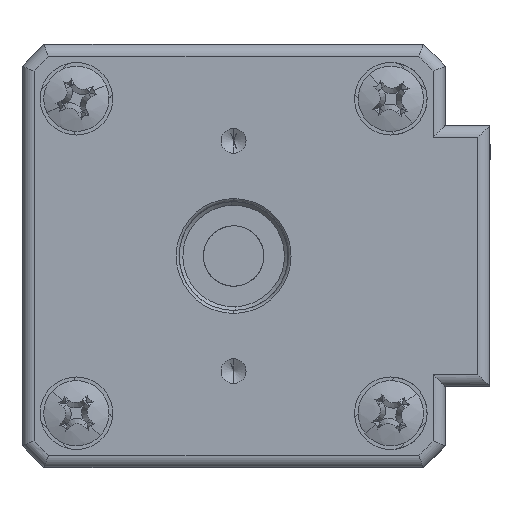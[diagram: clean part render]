
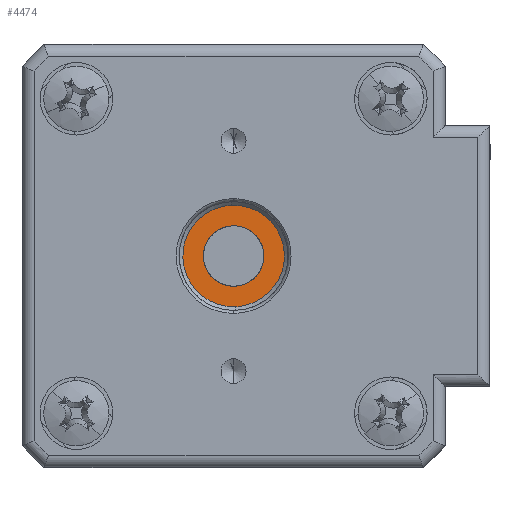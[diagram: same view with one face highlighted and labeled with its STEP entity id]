
A CAD part, front view. The second image highlights one B-rep face of the part: STEP entity #4474.
In plain terms, the highlighted planar face has unit normal (0, -1, 0).
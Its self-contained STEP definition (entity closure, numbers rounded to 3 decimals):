
#4 = CIRCLE ( 'NONE', #1174, 2.5 ) ;
#54 = FACE_BOUND ( 'NONE', #4439, .T. ) ;
#504 = EDGE_CURVE ( 'NONE', #8352, #5268, #6271, .T. ) ;
#913 = EDGE_CURVE ( 'NONE', #5268, #8352, #4231, .T. ) ;
#1110 = VERTEX_POINT ( 'NONE', #7719 ) ;
#1165 = DIRECTION ( 'NONE',  ( 0., 1., 0. ) ) ;
#1174 = AXIS2_PLACEMENT_3D ( 'NONE', #5509, #1165, #6257 ) ;
#1543 = AXIS2_PLACEMENT_3D ( 'NONE', #5940, #1588, #6702 ) ;
#1588 = DIRECTION ( 'NONE',  ( 0., -1., 0. ) ) ;
#1647 = CARTESIAN_POINT ( 'NONE',  ( -51.04, 3.154, 14.804 ) ) ;
#1683 = DIRECTION ( 'NONE',  ( -0.044, 0., 0.999 ) ) ;
#1707 = ORIENTED_EDGE ( 'NONE', *, *, #913, .T. ) ;
#1916 = CARTESIAN_POINT ( 'NONE',  ( -51.411, 3.154, 23.196 ) ) ;
#2042 = EDGE_LOOP ( 'NONE', ( #7669, #1707 ) ) ;
#2392 = PLANE ( 'NONE',  #6716 ) ;
#3342 = DIRECTION ( 'NONE',  ( 0., 1., 0. ) ) ;
#3473 = VERTEX_POINT ( 'NONE', #6889 ) ;
#3600 = FACE_OUTER_BOUND ( 'NONE', #2042, .T. ) ;
#4231 = CIRCLE ( 'NONE', #7219, 4.2 ) ;
#4439 = EDGE_LOOP ( 'NONE', ( #6934, #7789 ) ) ;
#4474 = ADVANCED_FACE ( 'NONE', ( #3600, #54 ), #2392, .F. ) ;
#5268 = VERTEX_POINT ( 'NONE', #1647 ) ;
#5313 = CARTESIAN_POINT ( 'NONE',  ( -46.729, 3.154, 19.199 ) ) ;
#5509 = CARTESIAN_POINT ( 'NONE',  ( -51.225, 3.154, 19. ) ) ;
#5940 = CARTESIAN_POINT ( 'NONE',  ( -51.225, 3.154, 19. ) ) ;
#6057 = DIRECTION ( 'NONE',  ( 0., 1., 0. ) ) ;
#6257 = DIRECTION ( 'NONE',  ( -0.044, 0., 0.999 ) ) ;
#6271 = CIRCLE ( 'NONE', #1543, 4.2 ) ;
#6702 = DIRECTION ( 'NONE',  ( -0.044, 0., 0.999 ) ) ;
#6716 = AXIS2_PLACEMENT_3D ( 'NONE', #5313, #6057, #1683 ) ;
#6889 = CARTESIAN_POINT ( 'NONE',  ( -51.335, 3.154, 21.498 ) ) ;
#6934 = ORIENTED_EDGE ( 'NONE', *, *, #9263, .T. ) ;
#7219 = AXIS2_PLACEMENT_3D ( 'NONE', #8698, #8593, #8562 ) ;
#7669 = ORIENTED_EDGE ( 'NONE', *, *, #504, .T. ) ;
#7695 = CARTESIAN_POINT ( 'NONE',  ( -51.225, 3.154, 19. ) ) ;
#7719 = CARTESIAN_POINT ( 'NONE',  ( -51.115, 3.154, 16.502 ) ) ;
#7789 = ORIENTED_EDGE ( 'NONE', *, *, #8845, .T. ) ;
#7909 = CIRCLE ( 'NONE', #9290, 2.5 ) ;
#8352 = VERTEX_POINT ( 'NONE', #1916 ) ;
#8400 = DIRECTION ( 'NONE',  ( -0.044, 0., 0.999 ) ) ;
#8562 = DIRECTION ( 'NONE',  ( -0.044, 0., 0.999 ) ) ;
#8593 = DIRECTION ( 'NONE',  ( 0., -1., 0. ) ) ;
#8698 = CARTESIAN_POINT ( 'NONE',  ( -51.225, 3.154, 19. ) ) ;
#8845 = EDGE_CURVE ( 'NONE', #1110, #3473, #7909, .T. ) ;
#9263 = EDGE_CURVE ( 'NONE', #3473, #1110, #4, .T. ) ;
#9290 = AXIS2_PLACEMENT_3D ( 'NONE', #7695, #3342, #8400 ) ;
